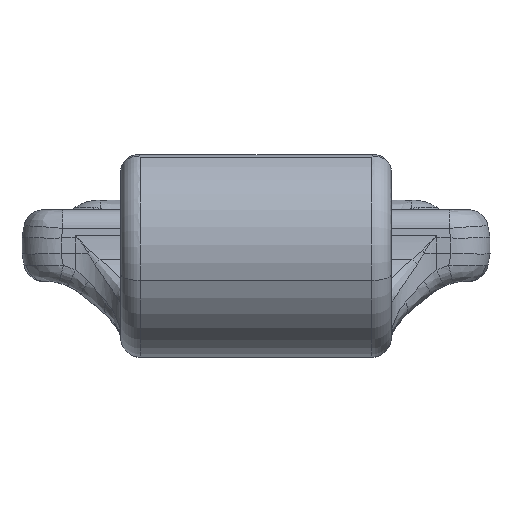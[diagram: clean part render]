
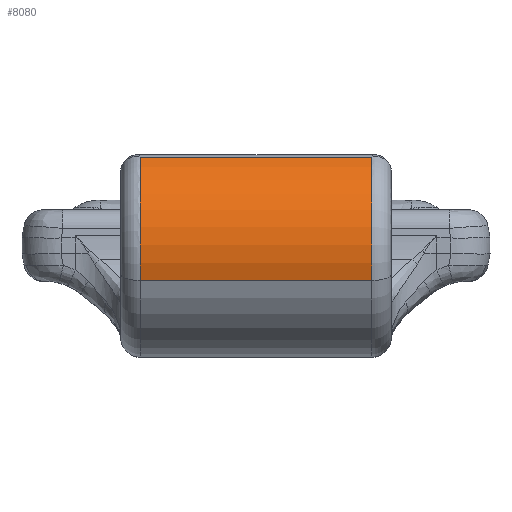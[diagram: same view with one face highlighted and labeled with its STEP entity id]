
A CAD part, left-side view. The second image highlights one B-rep face of the part: STEP entity #8080.
In plain terms, the highlighted cylindrical face has radius 8 mm (diameter 16 mm), a partial arc.
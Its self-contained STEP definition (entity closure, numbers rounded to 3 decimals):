
#6588=CYLINDRICAL_SURFACE('',#20586,8.);
#7185=FACE_OUTER_BOUND('',#9371,.T.);
#8080=ADVANCED_FACE('',(#7185),#6588,.T.);
#9371=EDGE_LOOP('',(#11251,#11252,#11253,#11254));
#10534=CIRCLE('',#20584,8.);
#10535=CIRCLE('',#20585,8.);
#11251=ORIENTED_EDGE('',*,*,#16540,.T.);
#11252=ORIENTED_EDGE('',*,*,#16541,.T.);
#11253=ORIENTED_EDGE('',*,*,#16542,.F.);
#11254=ORIENTED_EDGE('',*,*,#16543,.F.);
#15354=VERTEX_POINT('',#26454);
#15355=VERTEX_POINT('',#26455);
#15356=VERTEX_POINT('',#26457);
#15357=VERTEX_POINT('',#26459);
#16540=EDGE_CURVE('',#15354,#15355,#10534,.T.);
#16541=EDGE_CURVE('',#15355,#15356,#18491,.T.);
#16542=EDGE_CURVE('',#15357,#15356,#10535,.T.);
#16543=EDGE_CURVE('',#15354,#15357,#18492,.T.);
#18491=LINE('',#26456,#19626);
#18492=LINE('',#26460,#19627);
#19626=VECTOR('',#22277,1.);
#19627=VECTOR('',#22280,1.);
#20584=AXIS2_PLACEMENT_3D('',#26453,#22275,#22276);
#20585=AXIS2_PLACEMENT_3D('',#26458,#22278,#22279);
#20586=AXIS2_PLACEMENT_3D('',#26461,#22281,#22282);
#22275=DIRECTION('',(0.,1.,0.));
#22276=DIRECTION('',(0.,0.,-1.));
#22277=DIRECTION('',(0.,1.,0.));
#22278=DIRECTION('',(0.,1.,0.));
#22279=DIRECTION('',(0.,0.,-1.));
#22280=DIRECTION('',(0.,1.,0.));
#22281=DIRECTION('',(0.,1.,0.));
#22282=DIRECTION('',(0.,0.,1.));
#26453=CARTESIAN_POINT('',(-38.895,-8.893,-0.189));
#26454=CARTESIAN_POINT('',(-46.498,-8.893,-2.678));
#26455=CARTESIAN_POINT('',(-42.774,-8.893,6.807));
#26456=CARTESIAN_POINT('',(-42.774,-10.4,6.807));
#26457=CARTESIAN_POINT('',(-42.774,8.893,6.807));
#26458=CARTESIAN_POINT('',(-38.895,8.893,-0.189));
#26459=CARTESIAN_POINT('',(-46.498,8.893,-2.678));
#26460=CARTESIAN_POINT('',(-46.498,-10.4,-2.678));
#26461=CARTESIAN_POINT('',(-38.895,-10.4,-0.189));
